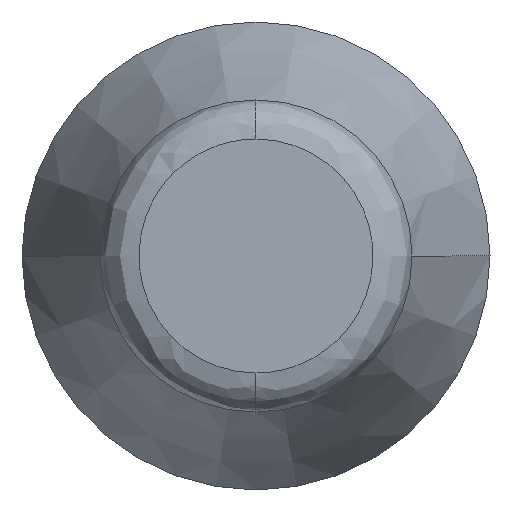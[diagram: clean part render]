
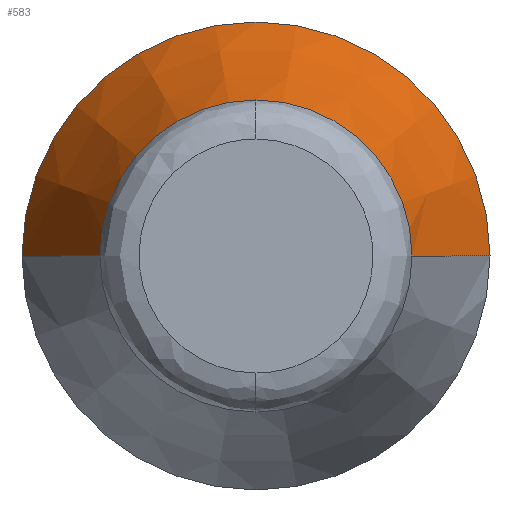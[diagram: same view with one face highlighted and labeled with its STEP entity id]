
A CAD part, front view. The second image highlights one B-rep face of the part: STEP entity #583.
In plain terms, the highlighted conical face has half-angle 22 degrees and reference radius 2 mm.
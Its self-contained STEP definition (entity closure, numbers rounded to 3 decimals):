
#35 = AXIS2_PLACEMENT_3D ( 'NONE', #480, #477, #482 ) ;
#41 = EDGE_CURVE ( 'NONE', #197, #201, #191, .T. ) ;
#43 = EDGE_CURVE ( 'NONE', #228, #192, #97, .T. ) ;
#50 = EDGE_CURVE ( 'NONE', #192, #190, #255, .T. ) ;
#54 = AXIS2_PLACEMENT_3D ( 'NONE', #303, #316, #317 ) ;
#58 = AXIS2_PLACEMENT_3D ( 'NONE', #275, #297, #298 ) ;
#61 = EDGE_CURVE ( 'NONE', #201, #190, #243, .T. ) ;
#70 = AXIS2_PLACEMENT_3D ( 'NONE', #358, #367, #363 ) ;
#80 = EDGE_CURVE ( 'NONE', #228, #197, #134, .T. ) ;
#97 = CIRCLE ( 'NONE', #70, 2. ) ;
#130 = VECTOR ( 'NONE', #549, 1000. ) ;
#134 = LINE ( 'NONE', #558, #130 ) ;
#150 = FACE_OUTER_BOUND ( 'NONE', #211, .T. ) ;
#153 = CONICAL_SURFACE ( 'NONE', #35, 2., 0.384 ) ;
#162 = ORIENTED_EDGE ( 'NONE', *, *, #50, .F. ) ;
#169 = ORIENTED_EDGE ( 'NONE', *, *, #80, .T. ) ;
#170 = ORIENTED_EDGE ( 'NONE', *, *, #41, .T. ) ;
#186 = ORIENTED_EDGE ( 'NONE', *, *, #61, .T. ) ;
#190 = VERTEX_POINT ( 'NONE', #525 ) ;
#191 = CIRCLE ( 'NONE', #54, 3. ) ;
#192 = VERTEX_POINT ( 'NONE', #514 ) ;
#197 = VERTEX_POINT ( 'NONE', #513 ) ;
#201 = VERTEX_POINT ( 'NONE', #512 ) ;
#211 = EDGE_LOOP ( 'NONE', ( #226, #169, #170, #186, #162 ) ) ;
#226 = ORIENTED_EDGE ( 'NONE', *, *, #43, .F. ) ;
#228 = VERTEX_POINT ( 'NONE', #503 ) ;
#242 = VECTOR ( 'NONE', #321, 1000. ) ;
#243 = CIRCLE ( 'NONE', #58, 3. ) ;
#255 = LINE ( 'NONE', #378, #242 ) ;
#275 = CARTESIAN_POINT ( 'NONE',  ( 0., 4.975, 0. ) ) ;
#297 = DIRECTION ( 'NONE',  ( 0., -1., 0. ) ) ;
#298 = DIRECTION ( 'NONE',  ( 0., 0., -1. ) ) ;
#303 = CARTESIAN_POINT ( 'NONE',  ( 0., 4.975, 0. ) ) ;
#316 = DIRECTION ( 'NONE',  ( 0., -1., 0. ) ) ;
#317 = DIRECTION ( 'NONE',  ( 0., 0., -1. ) ) ;
#321 = DIRECTION ( 'NONE',  ( -0.375, 0.927, 0. ) ) ;
#358 = CARTESIAN_POINT ( 'NONE',  ( 0., 2.5, 0. ) ) ;
#363 = DIRECTION ( 'NONE',  ( 0., 0., 1. ) ) ;
#367 = DIRECTION ( 'NONE',  ( 0., -1., 0. ) ) ;
#378 = CARTESIAN_POINT ( 'NONE',  ( -2., 2.5, 0. ) ) ;
#477 = DIRECTION ( 'NONE',  ( 0., 1., 0. ) ) ;
#480 = CARTESIAN_POINT ( 'NONE',  ( 0., 2.5, 0. ) ) ;
#482 = DIRECTION ( 'NONE',  ( -1., 0., 0. ) ) ;
#503 = CARTESIAN_POINT ( 'NONE',  ( 2., 2.5, 0. ) ) ;
#512 = CARTESIAN_POINT ( 'NONE',  ( 0., 4.975, 3. ) ) ;
#513 = CARTESIAN_POINT ( 'NONE',  ( 3., 4.975, 0. ) ) ;
#514 = CARTESIAN_POINT ( 'NONE',  ( -2., 2.5, 0. ) ) ;
#525 = CARTESIAN_POINT ( 'NONE',  ( -3., 4.975, 0. ) ) ;
#549 = DIRECTION ( 'NONE',  ( 0.375, 0.927, 0. ) ) ;
#558 = CARTESIAN_POINT ( 'NONE',  ( 2., 2.5, 0. ) ) ;
#583 = ADVANCED_FACE ( 'NONE', ( #150 ), #153, .T. ) ;
